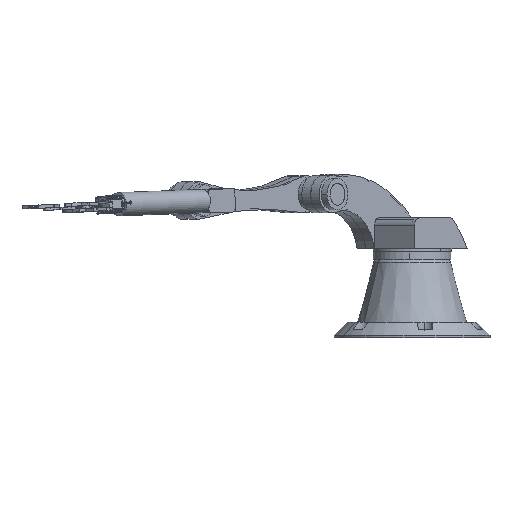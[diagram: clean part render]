
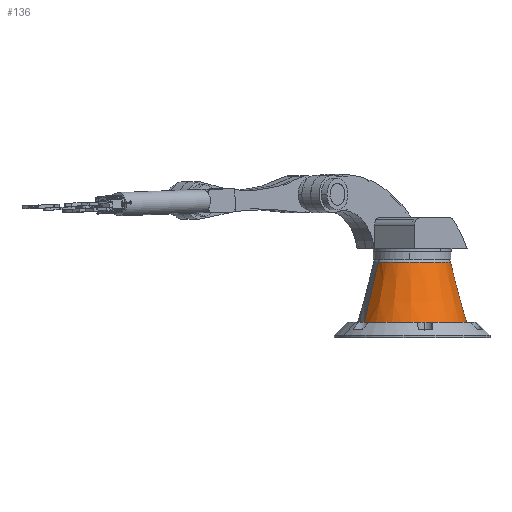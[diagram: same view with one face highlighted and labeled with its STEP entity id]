
A CAD part, left-side view. The second image highlights one B-rep face of the part: STEP entity #136.
In plain terms, the highlighted conical face has half-angle 15 degrees and reference radius 24.679 mm.
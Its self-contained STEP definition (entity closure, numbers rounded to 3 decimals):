
#97=CARTESIAN_POINT('Axis2P3D Location',(0.,0.,48.518)) ;
#102=CARTESIAN_POINT('Line Origine',(14.306,-26.187,29.259)) ;
#106=CARTESIAN_POINT('Vertex',(16.78,-30.715,10.)) ;
#108=CARTESIAN_POINT('Vertex',(11.832,-21.658,48.518)) ;
#111=CARTESIAN_POINT('Axis2P3D Location',(0.,0.,48.518)) ;
#115=CARTESIAN_POINT('Vertex',(-11.832,21.658,48.518)) ;
#118=CARTESIAN_POINT('Line Origine',(-14.306,26.187,29.259)) ;
#122=CARTESIAN_POINT('Vertex',(-16.78,30.715,10.)) ;
#125=CARTESIAN_POINT('Axis2P3D Location',(0.,0.,10.)) ;
#104=VECTOR('Line Direction',#103,1.) ;
#120=VECTOR('Line Direction',#119,1.) ;
#98=DIRECTION('Axis2P3D Direction',(-0.,-0.,-1.)) ;
#99=DIRECTION('Axis2P3D XDirection',(-0.479,0.878,0.)) ;
#103=DIRECTION('Vector Direction',(0.124,-0.227,-0.966)) ;
#112=DIRECTION('Axis2P3D Direction',(0.,0.,-1.)) ;
#119=DIRECTION('Vector Direction',(-0.124,0.227,-0.966)) ;
#126=DIRECTION('Axis2P3D Direction',(0.,0.,-1.)) ;
#100=AXIS2_PLACEMENT_3D('Cone Axis2P3D',#97,#98,#99) ;
#113=AXIS2_PLACEMENT_3D('Circle Axis2P3D',#111,#112,$) ;
#127=AXIS2_PLACEMENT_3D('Circle Axis2P3D',#125,#126,$) ;
#105=LINE('Line',#102,#104) ;
#121=LINE('Line',#118,#120) ;
#114=CIRCLE('generated circle',#113,24.679) ;
#128=CIRCLE('generated circle',#127,35.) ;
#101=CONICAL_SURFACE('Cone',#100,24.679,0.262) ;
#110=EDGE_CURVE('',#107,#109,#105,.F.) ;
#117=EDGE_CURVE('',#116,#109,#114,.F.) ;
#124=EDGE_CURVE('',#123,#116,#121,.F.) ;
#129=EDGE_CURVE('',#123,#107,#128,.F.) ;
#130=EDGE_LOOP('',(#131,#132,#133,#134)) ;
#131=ORIENTED_EDGE('',*,*,#110,.T.) ;
#132=ORIENTED_EDGE('',*,*,#117,.F.) ;
#133=ORIENTED_EDGE('',*,*,#124,.F.) ;
#134=ORIENTED_EDGE('',*,*,#129,.T.) ;
#107=VERTEX_POINT('',#106) ;
#109=VERTEX_POINT('',#108) ;
#116=VERTEX_POINT('',#115) ;
#123=VERTEX_POINT('',#122) ;
#136=ADVANCED_FACE('Corps principal',(#135),#101,.T.) ;
#135=FACE_OUTER_BOUND('',#130,.T.) ;
